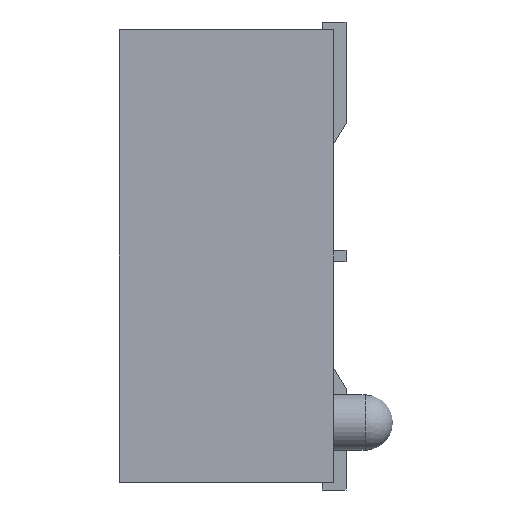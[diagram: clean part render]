
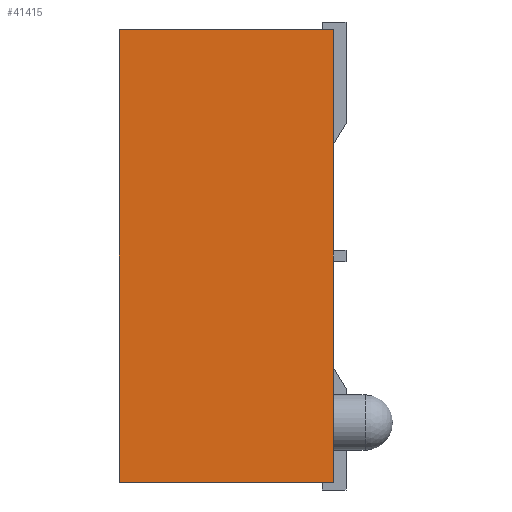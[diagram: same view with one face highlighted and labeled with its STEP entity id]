
A CAD part, left-side view. The second image highlights one B-rep face of the part: STEP entity #41415.
In plain terms, the highlighted planar face has unit normal (-1, 0, 0).
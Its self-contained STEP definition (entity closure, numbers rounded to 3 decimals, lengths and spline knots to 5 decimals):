
#11165=ORIENTED_EDGE('',*,*,#18845,.T.);
#11166=ORIENTED_EDGE('',*,*,#19001,.F.);
#11167=ORIENTED_EDGE('',*,*,#18990,.F.);
#11168=ORIENTED_EDGE('',*,*,#18996,.T.);
#18845=EDGE_CURVE('',#23530,#23529,#27939,.T.);
#18990=EDGE_CURVE('',#23648,#23649,#28084,.T.);
#18996=EDGE_CURVE('',#23648,#23530,#28090,.T.);
#19001=EDGE_CURVE('',#23649,#23529,#28095,.T.);
#23529=VERTEX_POINT('',#66098);
#23530=VERTEX_POINT('',#66100);
#23648=VERTEX_POINT('',#66364);
#23649=VERTEX_POINT('',#66366);
#27939=LINE('',#66099,#32907);
#28084=LINE('',#66365,#33052);
#28090=LINE('',#66376,#33058);
#28095=LINE('',#66383,#33063);
#32907=VECTOR('',#54104,39.37008);
#33052=VECTOR('',#54253,39.37008);
#33058=VECTOR('',#54261,39.37008);
#33063=VECTOR('',#54270,39.37008);
#35843=EDGE_LOOP('',(#11165,#11166,#11167,#11168));
#37875=FACE_BOUND('',#35843,.T.);
#39394=PLANE('',#44693);
#41415=ADVANCED_FACE('',(#37875),#39394,.F.);
#44693=AXIS2_PLACEMENT_3D('',#66382,#54268,#54269);
#54104=DIRECTION('',(0.,0.,1.));
#54253=DIRECTION('',(0.,0.,1.));
#54261=DIRECTION('',(0.,-1.,0.));
#54268=DIRECTION('',(1.,0.,0.));
#54269=DIRECTION('',(0.,0.,-1.));
#54270=DIRECTION('',(0.,-1.,0.));
#66098=CARTESIAN_POINT('',(-0.419,0.,0.1425));
#66099=CARTESIAN_POINT('',(-0.419,0.,-0.1425));
#66100=CARTESIAN_POINT('',(-0.419,0.,-0.1425));
#66364=CARTESIAN_POINT('',(-0.419,0.135,-0.1425));
#66365=CARTESIAN_POINT('',(-0.419,0.135,-0.1425));
#66366=CARTESIAN_POINT('',(-0.419,0.135,0.1425));
#66376=CARTESIAN_POINT('',(-0.419,0.135,-0.1425));
#66382=CARTESIAN_POINT('',(-0.419,0.135,-0.1425));
#66383=CARTESIAN_POINT('',(-0.419,0.135,0.1425));
